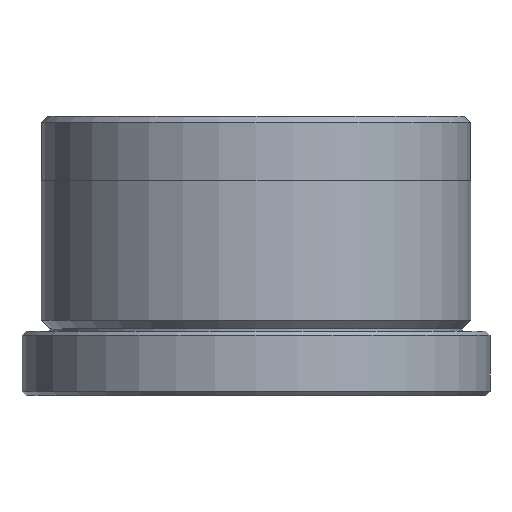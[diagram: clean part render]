
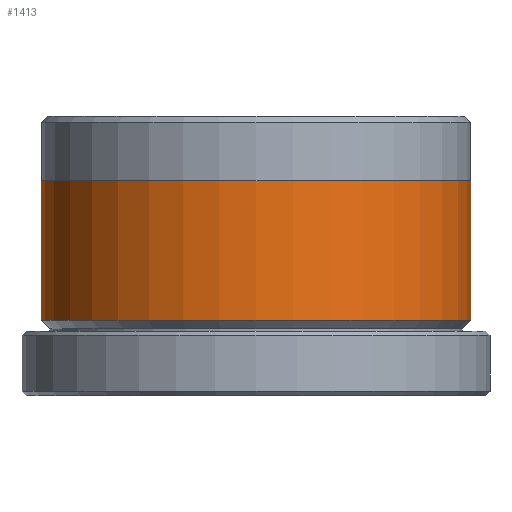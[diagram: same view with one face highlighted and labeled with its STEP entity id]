
A CAD part, front view. The second image highlights one B-rep face of the part: STEP entity #1413.
In plain terms, the highlighted cylindrical face has radius 10 mm (diameter 20 mm), a partial arc.
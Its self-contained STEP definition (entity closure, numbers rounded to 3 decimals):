
#34 = CARTESIAN_POINT ( 'NONE',  ( 0., 0., 13. ) ) ;
#90 = ORIENTED_EDGE ( 'NONE', *, *, #524, .F. ) ;
#95 = CARTESIAN_POINT ( 'NONE',  ( -10., 0., 3.5 ) ) ;
#174 = LINE ( 'NONE', #1568, #1657 ) ;
#178 = AXIS2_PLACEMENT_3D ( 'NONE', #1021, #2238, #1200 ) ;
#215 = DIRECTION ( 'NONE',  ( 0., 0., -1. ) ) ;
#229 = AXIS2_PLACEMENT_3D ( 'NONE', #34, #215, #1109 ) ;
#250 = CYLINDRICAL_SURFACE ( 'NONE', #229, 10. ) ;
#390 = VERTEX_POINT ( 'NONE', #1374 ) ;
#524 = EDGE_CURVE ( 'NONE', #1247, #1905, #1884, .T. ) ;
#612 = CARTESIAN_POINT ( 'NONE',  ( 0., 0., 3.5 ) ) ;
#638 = CARTESIAN_POINT ( 'NONE',  ( 10., 0., 13. ) ) ;
#788 = DIRECTION ( 'NONE',  ( -1., 0., 0. ) ) ;
#790 = CIRCLE ( 'NONE', #178, 10. ) ;
#891 = ORIENTED_EDGE ( 'NONE', *, *, #1847, .F. ) ;
#925 = EDGE_CURVE ( 'NONE', #1618, #1905, #174, .T. ) ;
#949 = VECTOR ( 'NONE', #2034, 1000. ) ;
#1021 = CARTESIAN_POINT ( 'NONE',  ( 0., 0., 10. ) ) ;
#1109 = DIRECTION ( 'NONE',  ( -1., 0., 0. ) ) ;
#1114 = CARTESIAN_POINT ( 'NONE',  ( 10., 0., 3.5 ) ) ;
#1200 = DIRECTION ( 'NONE',  ( 1., 0., 0. ) ) ;
#1247 = VERTEX_POINT ( 'NONE', #1114 ) ;
#1277 = ORIENTED_EDGE ( 'NONE', *, *, #925, .T. ) ;
#1374 = CARTESIAN_POINT ( 'NONE',  ( 10., 0., 10. ) ) ;
#1413 = ADVANCED_FACE ( 'NONE', ( #1600 ), #250, .T. ) ;
#1568 = CARTESIAN_POINT ( 'NONE',  ( -10., 0., 13. ) ) ;
#1600 = FACE_OUTER_BOUND ( 'NONE', #1927, .T. ) ;
#1618 = VERTEX_POINT ( 'NONE', #1869 ) ;
#1657 = VECTOR ( 'NONE', #2102, 1000. ) ;
#1847 = EDGE_CURVE ( 'NONE', #390, #1247, #1878, .T. ) ;
#1869 = CARTESIAN_POINT ( 'NONE',  ( -10., 0., 10. ) ) ;
#1878 = LINE ( 'NONE', #638, #949 ) ;
#1884 = CIRCLE ( 'NONE', #2211, 10. ) ;
#1905 = VERTEX_POINT ( 'NONE', #95 ) ;
#1927 = EDGE_LOOP ( 'NONE', ( #891, #2038, #1277, #90 ) ) ;
#1975 = EDGE_CURVE ( 'NONE', #1618, #390, #790, .T. ) ;
#2007 = DIRECTION ( 'NONE',  ( 0., 0., -1. ) ) ;
#2034 = DIRECTION ( 'NONE',  ( 0., 0., -1. ) ) ;
#2038 = ORIENTED_EDGE ( 'NONE', *, *, #1975, .F. ) ;
#2102 = DIRECTION ( 'NONE',  ( 0., 0., -1. ) ) ;
#2211 = AXIS2_PLACEMENT_3D ( 'NONE', #612, #2007, #788 ) ;
#2238 = DIRECTION ( 'NONE',  ( 0., 0., 1. ) ) ;
